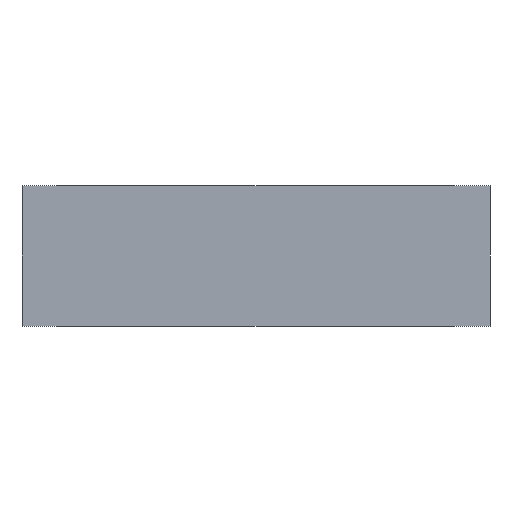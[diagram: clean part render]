
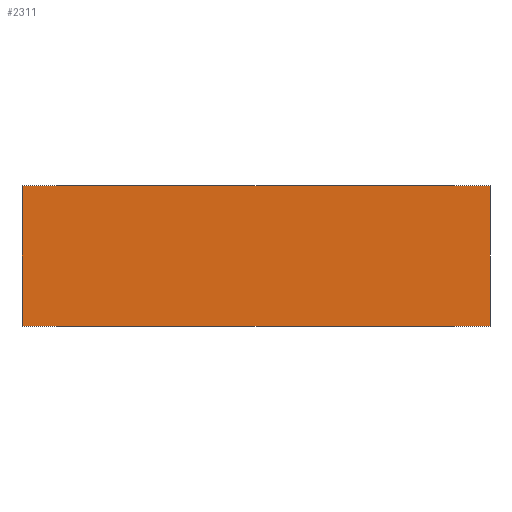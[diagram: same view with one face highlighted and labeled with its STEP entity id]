
A CAD part, front view. The second image highlights one B-rep face of the part: STEP entity #2311.
In plain terms, the highlighted planar face has unit normal (0, -1, 0).
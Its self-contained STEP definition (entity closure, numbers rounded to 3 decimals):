
#151=FACE_OUTER_BOUND('',#259,.T.);
#259=EDGE_LOOP('',(#1873,#1874,#1875,#1876));
#605=LINE('',#3591,#923);
#606=LINE('',#3593,#924);
#607=LINE('',#3595,#925);
#608=LINE('',#3596,#926);
#923=VECTOR('',#2953,10.);
#924=VECTOR('',#2954,10.);
#925=VECTOR('',#2955,10.);
#926=VECTOR('',#2956,10.);
#1139=VERTEX_POINT('',#3589);
#1140=VERTEX_POINT('',#3590);
#1141=VERTEX_POINT('',#3592);
#1142=VERTEX_POINT('',#3594);
#1453=EDGE_CURVE('',#1139,#1140,#605,.T.);
#1454=EDGE_CURVE('',#1140,#1141,#606,.T.);
#1455=EDGE_CURVE('',#1142,#1141,#607,.T.);
#1456=EDGE_CURVE('',#1139,#1142,#608,.T.);
#1873=ORIENTED_EDGE('',*,*,#1453,.T.);
#1874=ORIENTED_EDGE('',*,*,#1454,.T.);
#1875=ORIENTED_EDGE('',*,*,#1455,.F.);
#1876=ORIENTED_EDGE('',*,*,#1456,.F.);
#2203=PLANE('',#2433);
#2311=ADVANCED_FACE('',(#151),#2203,.T.);
#2433=AXIS2_PLACEMENT_3D('',#3588,#2951,#2952);
#2951=DIRECTION('center_axis',(0.,-1.,0.));
#2952=DIRECTION('ref_axis',(1.,0.,0.));
#2953=DIRECTION('',(1.,0.,0.));
#2954=DIRECTION('',(0.,0.,1.));
#2955=DIRECTION('',(1.,0.,0.));
#2956=DIRECTION('',(0.,0.,1.));
#3588=CARTESIAN_POINT('Origin',(-900.,-350.,0.));
#3589=CARTESIAN_POINT('',(-900.,-350.,0.));
#3590=CARTESIAN_POINT('',(-850.,-350.,0.));
#3591=CARTESIAN_POINT('',(-900.,-350.,0.));
#3592=CARTESIAN_POINT('',(-850.,-350.,15.));
#3593=CARTESIAN_POINT('',(-850.,-350.,0.));
#3594=CARTESIAN_POINT('',(-900.,-350.,15.));
#3595=CARTESIAN_POINT('',(-900.,-350.,15.));
#3596=CARTESIAN_POINT('',(-900.,-350.,0.));
